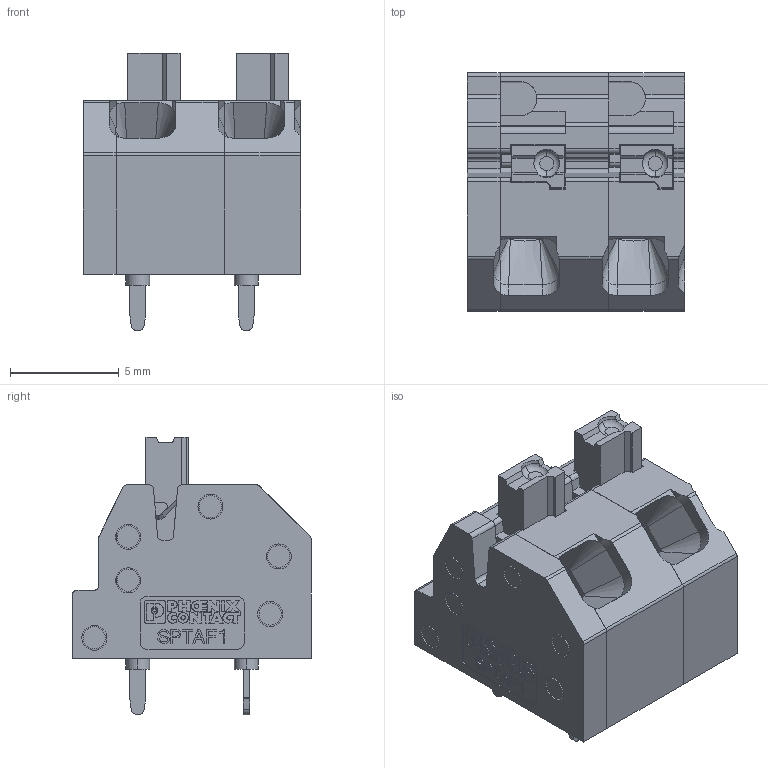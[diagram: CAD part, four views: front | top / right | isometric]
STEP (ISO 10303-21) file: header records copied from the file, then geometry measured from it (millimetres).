
FILE_DESCRIPTION(('Creo Elements/Direct Modeling STEP Export'),'2;1');
FILE_NAME('model.stp','2019-08-14T11:33:16',(''),(''),'Creo Elements/Direct Modeling STEP processor for AP214 (Solid Model)','Creo Elements/Direct Modeling 20.1A 29-Sep-2018 (C) Parametric Technology GmbH','');
FILE_SCHEMA(('AUTOMOTIVE_DESIGN { 1 0 10303 214 1 1 1 1 }'));
Length unit declared in the file: millimetre
Products named in the file (8): SPTAF_1-5.0_housing; Bohrloch.1; SPTAF_1_5.0_EL; SPTAF_1-3.5_housing; Bohrloch; SPTAF_1_3.5_EL_Abschluss; SPTAF-0-DKL.1; SPTAF_1_5.0_EL_ZSB.1
Assembly tree (9 placements, depth 3):
  SPTAF_1_5.0_EL_ZSB.1
    SPTAF-0-DKL.1
    SPTAF_1_3.5_EL_Abschluss
      Bohrloch  x2
      SPTAF_1-3.5_housing
    SPTAF_1_5.0_EL
      Bohrloch.1  x2
      SPTAF_1-5.0_housing
Bounding box: 10 x 11 x 12.8 mm (x, y, z)
Volume: 689.5 mm3; surface area: 1211.2 mm2
Topology: 7 solids, 7 shells, 861 faces, 2319 edges, 1513 vertices
Faces by surface type: plane 551, cylinder 204, extrusion 33, torus 32, sphere 17, bspline 16, cone 8
Entity records: 35190 total; most frequent: CARTESIAN_POINT 7251, ORIENTED_EDGE 4580, DIRECTION 4019, EDGE_CURVE 2290, VECTOR 1625, LINE 1592, VERTEX_POINT 1505, AXIS2_PLACEMENT_3D 1197
